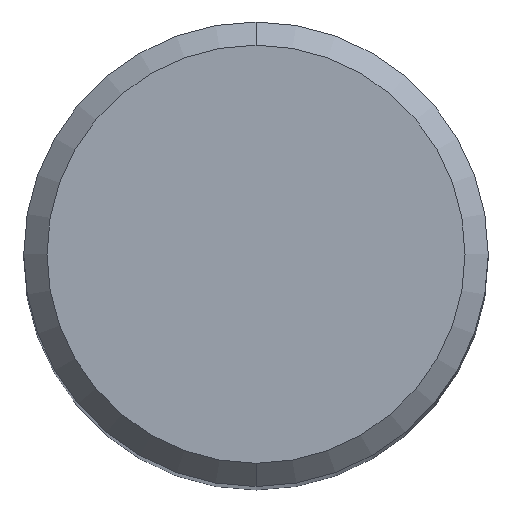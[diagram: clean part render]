
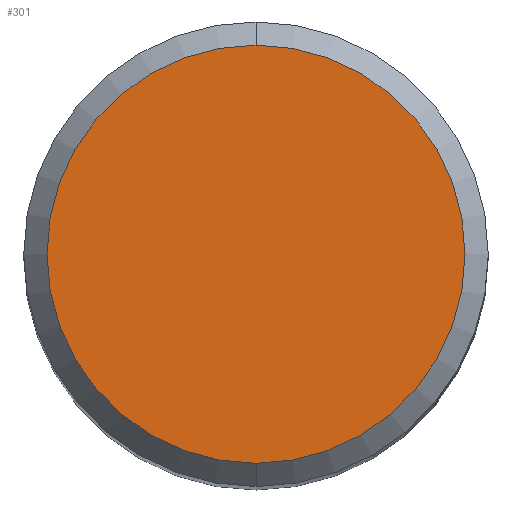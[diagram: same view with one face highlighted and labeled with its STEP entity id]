
A CAD part, top view. The second image highlights one B-rep face of the part: STEP entity #301.
In plain terms, the highlighted planar face has unit normal (0, 0, 1).
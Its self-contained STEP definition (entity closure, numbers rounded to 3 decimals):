
#191=EDGE_CURVE('',#285,#249,#501,.T.);
#249=VERTEX_POINT('',#565);
#285=VERTEX_POINT('',#604);
#301=ADVANCED_FACE('',(#621),#622,.T.);
#329=EDGE_CURVE('',#249,#285,#653,.T.);
#501=CIRCLE('',#842,5.4);
#565=CARTESIAN_POINT('',(0.0,5.4,0.0));
#604=CARTESIAN_POINT('',(0.,-5.4,0.0));
#621=FACE_OUTER_BOUND('',#1098,.T.);
#622=PLANE('',#1099);
#653=CIRCLE('',#1169,5.4);
#842=AXIS2_PLACEMENT_3D('',#1534,#1535,#1536);
#1098=EDGE_LOOP('',(#1679,#1680));
#1099=AXIS2_PLACEMENT_3D('',#1681,#1682,#1683);
#1169=AXIS2_PLACEMENT_3D('',#1720,#1721,#1722);
#1534=CARTESIAN_POINT('',(0.0,0.0,0.0));
#1535=DIRECTION('',(0.0,0.0,-1.0));
#1536=DIRECTION('',(0.0,1.0,0.0));
#1679=ORIENTED_EDGE('',*,*,#329,.F.);
#1680=ORIENTED_EDGE('',*,*,#191,.F.);
#1681=CARTESIAN_POINT('',(0.0,2.7,0.0));
#1682=DIRECTION('',(-0.0,0.0,1.0));
#1683=DIRECTION('',(0.0,-1.0,0.0));
#1720=CARTESIAN_POINT('',(0.0,0.0,0.0));
#1721=DIRECTION('',(0.0,0.0,-1.0));
#1722=DIRECTION('',(0.0,1.0,0.0));
